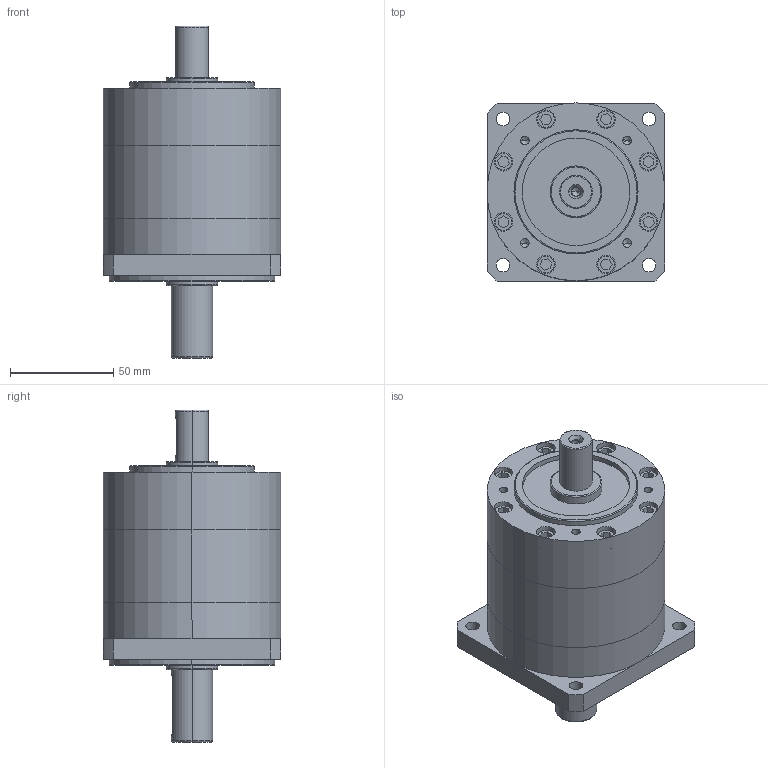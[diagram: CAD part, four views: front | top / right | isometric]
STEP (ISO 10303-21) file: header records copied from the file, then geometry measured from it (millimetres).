
FILE_DESCRIPTION (( 'STEP AP214' ), '1' );
FILE_NAME ('VGSF85等撰耀倰.STEP', '2018-07-27T08:51:43', ( 'Windows' ), ( 'Microsoft' ), 'SwSTEP 2.0', 'SolidWorks 2016', '' );
FILE_SCHEMA (( 'AUTOMOTIVE_DESIGN' ));
Length unit declared in the file: millimetre
Products named in the file (1): VGSF85等撰耀倰
Bounding box: 86 x 86 x 160.5 mm (x, y, z)
Volume: 570866.4 mm3; surface area: 73803.5 mm2
Topology: 3 solids, 3 shells, 213 faces, 484 edges, 306 vertices
Faces by surface type: plane 101, cylinder 84, cone 16, torus 12
Entity records: 6248 total; most frequent: CARTESIAN_POINT 1118, DIRECTION 1088, ORIENTED_EDGE 944, EDGE_CURVE 472, AXIS2_PLACEMENT_3D 408, VERTEX_POINT 306, LINE 272, VECTOR 272
